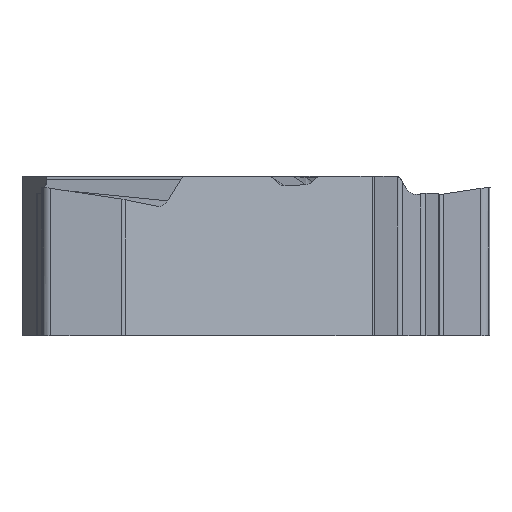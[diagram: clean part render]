
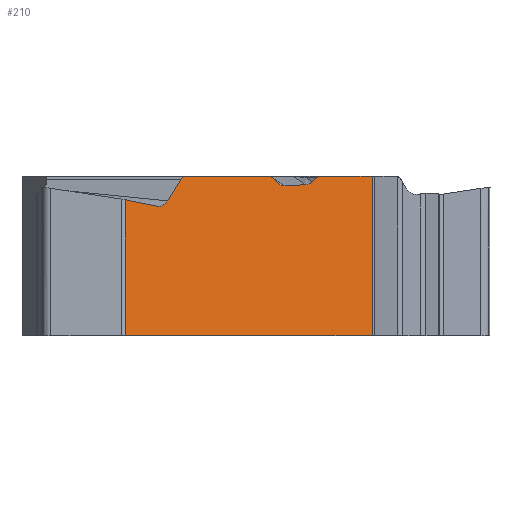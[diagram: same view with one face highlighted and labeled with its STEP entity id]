
A CAD part, front view. The second image highlights one B-rep face of the part: STEP entity #210.
In plain terms, the highlighted planar face has unit normal (0.5, -0.866, 0).
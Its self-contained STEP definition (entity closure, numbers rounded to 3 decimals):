
#141=PLANE('',#2161);
#210=ADVANCED_FACE('',(#356),#141,.F.);
#356=FACE_OUTER_BOUND('',#468,.T.);
#468=EDGE_LOOP('',(#806,#807,#808,#809,#810,#811,#812,#813,#814,#815,#816,
#817,#818,#819,#820,#821));
#553=ELLIPSE('',#2157,0.368,0.32);
#554=ELLIPSE('',#2158,0.15,0.15);
#555=ELLIPSE('',#2159,0.167,0.15);
#556=ELLIPSE('',#2160,0.177,0.15);
#806=ORIENTED_EDGE('',*,*,#1507,.T.);
#807=ORIENTED_EDGE('',*,*,#1508,.F.);
#808=ORIENTED_EDGE('',*,*,#1509,.T.);
#809=ORIENTED_EDGE('',*,*,#1510,.T.);
#810=ORIENTED_EDGE('',*,*,#1511,.T.);
#811=ORIENTED_EDGE('',*,*,#1491,.F.);
#812=ORIENTED_EDGE('',*,*,#1512,.F.);
#813=ORIENTED_EDGE('',*,*,#1513,.F.);
#814=ORIENTED_EDGE('',*,*,#1514,.F.);
#815=ORIENTED_EDGE('',*,*,#1515,.F.);
#816=ORIENTED_EDGE('',*,*,#1516,.F.);
#817=ORIENTED_EDGE('',*,*,#1517,.F.);
#818=ORIENTED_EDGE('',*,*,#1518,.F.);
#819=ORIENTED_EDGE('',*,*,#1484,.F.);
#820=ORIENTED_EDGE('',*,*,#1519,.F.);
#821=ORIENTED_EDGE('',*,*,#1520,.F.);
#1258=VERTEX_POINT('',#3402);
#1259=VERTEX_POINT('',#3404);
#1265=VERTEX_POINT('',#3455);
#1266=VERTEX_POINT('',#3457);
#1274=VERTEX_POINT('',#3609);
#1275=VERTEX_POINT('',#3610);
#1276=VERTEX_POINT('',#3612);
#1277=VERTEX_POINT('',#3614);
#1278=VERTEX_POINT('',#3616);
#1279=VERTEX_POINT('',#3619);
#1280=VERTEX_POINT('',#3621);
#1281=VERTEX_POINT('',#3635);
#1282=VERTEX_POINT('',#3637);
#1283=VERTEX_POINT('',#3651);
#1284=VERTEX_POINT('',#3653);
#1285=VERTEX_POINT('',#3656);
#1484=EDGE_CURVE('',#1258,#1259,#1732,.T.);
#1491=EDGE_CURVE('',#1265,#1266,#1736,.T.);
#1507=EDGE_CURVE('',#1274,#1275,#553,.T.);
#1508=EDGE_CURVE('',#1276,#1275,#1742,.T.);
#1509=EDGE_CURVE('',#1276,#1277,#1743,.T.);
#1510=EDGE_CURVE('',#1277,#1278,#1744,.T.);
#1511=EDGE_CURVE('',#1278,#1266,#1745,.T.);
#1512=EDGE_CURVE('',#1279,#1265,#554,.T.);
#1513=EDGE_CURVE('',#1280,#1279,#1746,.T.);
#1514=EDGE_CURVE('',#1281,#1280,#2043,.T.);
#1515=EDGE_CURVE('',#1282,#1281,#1747,.T.);
#1516=EDGE_CURVE('',#1283,#1282,#2044,.T.);
#1517=EDGE_CURVE('',#1284,#1283,#1748,.T.);
#1518=EDGE_CURVE('',#1259,#1284,#555,.T.);
#1519=EDGE_CURVE('',#1285,#1258,#556,.T.);
#1520=EDGE_CURVE('',#1274,#1285,#1749,.T.);
#1732=LINE('',#3403,#1908);
#1736=LINE('',#3456,#1912);
#1742=LINE('',#3611,#1919);
#1743=LINE('',#3613,#1920);
#1744=LINE('',#3615,#1921);
#1745=LINE('',#3617,#1922);
#1746=LINE('',#3620,#1923);
#1747=LINE('',#3636,#1924);
#1748=LINE('',#3652,#1925);
#1749=LINE('',#3657,#1926);
#1908=VECTOR('',#2488,1.);
#1912=VECTOR('',#2492,1.);
#1919=VECTOR('',#2517,1.);
#1920=VECTOR('',#2518,1.);
#1921=VECTOR('',#2519,1.);
#1922=VECTOR('',#2520,1.);
#1923=VECTOR('',#2523,1.);
#1924=VECTOR('',#2524,1.);
#1925=VECTOR('',#2525,1.);
#1926=VECTOR('',#2530,1.);
#2043=B_SPLINE_CURVE_WITH_KNOTS('',3,(#3622,#3623,#3624,#3625,#3626,#3627,
#3628,#3629,#3630,#3631,#3632,#3633,#3634),.UNSPECIFIED.,.F.,.F.,(4,3,3,
3,4),(0.,0.249,0.498,0.746,1.),
 .UNSPECIFIED.);
#2044=B_SPLINE_CURVE_WITH_KNOTS('',3,(#3638,#3639,#3640,#3641,#3642,#3643,
#3644,#3645,#3646,#3647,#3648,#3649,#3650),.UNSPECIFIED.,.F.,.F.,(4,3,3,
3,4),(0.,0.234,0.468,0.701,1.),
 .UNSPECIFIED.);
#2157=AXIS2_PLACEMENT_3D('',#3608,#2515,#2516);
#2158=AXIS2_PLACEMENT_3D('',#3618,#2521,#2522);
#2159=AXIS2_PLACEMENT_3D('',#3654,#2526,#2527);
#2160=AXIS2_PLACEMENT_3D('',#3655,#2528,#2529);
#2161=AXIS2_PLACEMENT_3D('',#3658,#2531,#2532);
#2488=DIRECTION('',(0.866,0.5,0.));
#2492=DIRECTION('',(0.866,0.5,0.));
#2515=DIRECTION('',(-0.5,0.866,0.));
#2516=DIRECTION('',(-0.853,-0.492,0.174));
#2517=DIRECTION('',(0.853,0.492,-0.174));
#2518=DIRECTION('',(0.,0.,-1.));
#2519=DIRECTION('',(0.866,0.5,0.));
#2520=DIRECTION('',(0.,0.,1.));
#2521=DIRECTION('',(-0.5,0.866,0.));
#2522=DIRECTION('',(0.866,0.5,0.));
#2523=DIRECTION('',(0.658,0.38,0.651));
#2524=DIRECTION('',(0.865,0.5,0.043));
#2525=DIRECTION('',(0.686,0.396,-0.611));
#2526=DIRECTION('',(-0.5,0.866,0.));
#2527=DIRECTION('',(-0.866,-0.5,0.));
#2528=DIRECTION('',(-0.5,0.866,0.));
#2529=DIRECTION('',(-0.866,-0.5,0.));
#2530=DIRECTION('',(0.497,0.287,0.819));
#2531=DIRECTION('',(-0.5,0.866,0.));
#2532=DIRECTION('',(0.,0.,-1.));
#3402=CARTESIAN_POINT('',(-0.367,-5.711,0.3));
#3403=CARTESIAN_POINT('',(5.129,-2.538,0.3));
#3404=CARTESIAN_POINT('',(1.861,-4.425,0.3));
#3455=CARTESIAN_POINT('',(3.222,-3.639,0.3));
#3456=CARTESIAN_POINT('',(-0.367,-5.711,0.3));
#3457=CARTESIAN_POINT('',(4.633,-2.825,0.3));
#3608=CARTESIAN_POINT('',(-1.124,-6.148,-0.178));
#3609=CARTESIAN_POINT('',(-0.851,-5.991,-0.356));
#3610=CARTESIAN_POINT('',(-1.172,-6.176,-0.493));
#3611=CARTESIAN_POINT('',(-0.464,-5.767,-0.637));
#3612=CARTESIAN_POINT('',(-1.992,-6.649,-0.326));
#3613=CARTESIAN_POINT('',(-1.992,-6.649,-5.47));
#3614=CARTESIAN_POINT('',(-1.992,-6.649,-3.97));
#3615=CARTESIAN_POINT('',(-0.367,-5.711,-3.97));
#3616=CARTESIAN_POINT('',(4.633,-2.825,-3.97));
#3617=CARTESIAN_POINT('',(4.633,-2.825,3.3));
#3618=CARTESIAN_POINT('',(3.222,-3.639,0.15));
#3619=CARTESIAN_POINT('',(3.137,-3.688,0.264));
#3620=CARTESIAN_POINT('',(1.004,-4.92,-1.847));
#3621=CARTESIAN_POINT('',(3.029,-3.75,0.157));
#3622=CARTESIAN_POINT('',(2.857,-3.85,0.078));
#3623=CARTESIAN_POINT('',(2.873,-3.841,0.079));
#3624=CARTESIAN_POINT('',(2.888,-3.832,0.082));
#3625=CARTESIAN_POINT('',(2.904,-3.823,0.085));
#3626=CARTESIAN_POINT('',(2.919,-3.814,0.089));
#3627=CARTESIAN_POINT('',(2.934,-3.805,0.094));
#3628=CARTESIAN_POINT('',(2.949,-3.797,0.101));
#3629=CARTESIAN_POINT('',(2.963,-3.789,0.108));
#3630=CARTESIAN_POINT('',(2.977,-3.78,0.116));
#3631=CARTESIAN_POINT('',(2.99,-3.773,0.125));
#3632=CARTESIAN_POINT('',(3.004,-3.765,0.134));
#3633=CARTESIAN_POINT('',(3.017,-3.757,0.145));
#3634=CARTESIAN_POINT('',(3.029,-3.75,0.157));
#3635=CARTESIAN_POINT('',(2.857,-3.85,0.078));
#3636=CARTESIAN_POINT('',(-0.364,-5.709,-0.08));
#3637=CARTESIAN_POINT('',(2.296,-4.173,0.051));
#3638=CARTESIAN_POINT('',(2.124,-4.273,0.113));
#3639=CARTESIAN_POINT('',(2.136,-4.266,0.102));
#3640=CARTESIAN_POINT('',(2.148,-4.259,0.093));
#3641=CARTESIAN_POINT('',(2.161,-4.252,0.086));
#3642=CARTESIAN_POINT('',(2.173,-4.245,0.078));
#3643=CARTESIAN_POINT('',(2.186,-4.237,0.071));
#3644=CARTESIAN_POINT('',(2.2,-4.229,0.066));
#3645=CARTESIAN_POINT('',(2.214,-4.221,0.061));
#3646=CARTESIAN_POINT('',(2.228,-4.213,0.057));
#3647=CARTESIAN_POINT('',(2.242,-4.205,0.054));
#3648=CARTESIAN_POINT('',(2.26,-4.195,0.051));
#3649=CARTESIAN_POINT('',(2.278,-4.184,0.05));
#3650=CARTESIAN_POINT('',(2.296,-4.173,0.051));
#3651=CARTESIAN_POINT('',(2.124,-4.273,0.113));
#3652=CARTESIAN_POINT('',(4.055,-3.158,-1.607));
#3653=CARTESIAN_POINT('',(1.954,-4.371,0.264));
#3654=CARTESIAN_POINT('',(1.861,-4.425,0.15));
#3655=CARTESIAN_POINT('',(-0.367,-5.711,0.15));
#3656=CARTESIAN_POINT('',(-0.498,-5.787,0.227));
#3657=CARTESIAN_POINT('',(1.261,-4.771,3.128));
#3658=CARTESIAN_POINT('',(-0.367,-5.711,0.));
